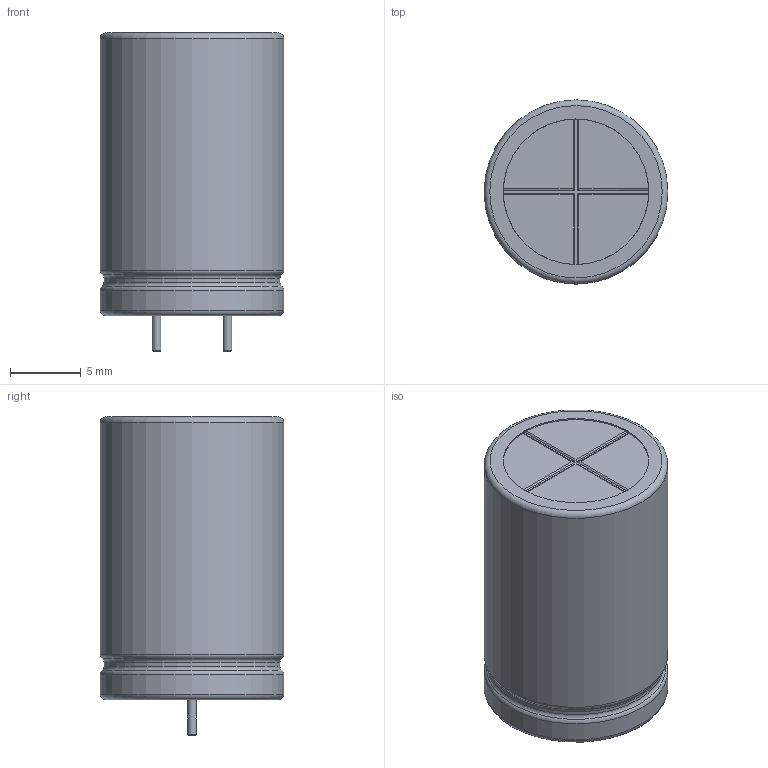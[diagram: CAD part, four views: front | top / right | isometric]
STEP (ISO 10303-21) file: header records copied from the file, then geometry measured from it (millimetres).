
FILE_DESCRIPTION(/* description */ ('Alibre Inc.'),/* implementation_level */ '2;1');
FILE_NAME(/* name */ 'export0',/* time_stamp */ '2012-11-29T21:24:32+02:00',/* author */ (''),/* organization */ (''),/* preprocessor_version */ 'ST-DEVELOPER v14',/* originating_system */ 'Alibre',/* authorisation */ '');
FILE_SCHEMA (('AUTOMOTIVE_DESIGN'));
Length unit declared in the file: centimetre
Bounding box: 13 x 13 x 22.5 mm (x, y, z)
Volume: 2635.1 mm3; surface area: 1088.2 mm2
Topology: 1 solids, 1 shells, 47 faces, 110 edges, 68 vertices
Faces by surface type: plane 25, cylinder 14, torus 6, cone 2
Full cylindrical faces by diameter (mm): 0.6 x2, 10.296 x1, 12.448 x1, 13 x2
Entity records: 1430 total; most frequent: CARTESIAN_POINT 448, ORIENTED_EDGE 186, DIRECTION 149, EDGE_CURVE 93, VERTEX_POINT 65, EDGE_LOOP 64, FACE_BOUND 64, AXIS2_PLACEMENT_3D 63
